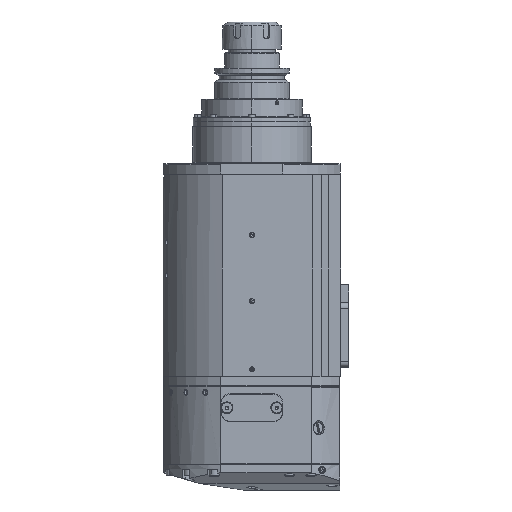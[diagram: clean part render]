
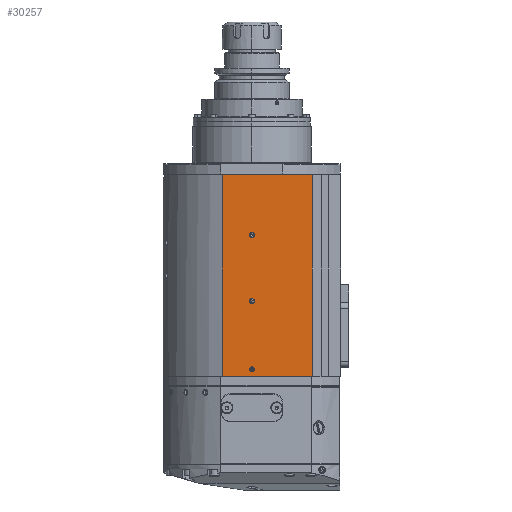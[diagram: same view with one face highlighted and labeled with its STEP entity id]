
A CAD part, left-side view. The second image highlights one B-rep face of the part: STEP entity #30257.
In plain terms, the highlighted planar face has unit normal (-1, 0, 0).
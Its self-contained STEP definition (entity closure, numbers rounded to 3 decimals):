
#172 = CIRCLE ( 'NONE', #38438, 2.1 ) ;
#1195 = DIRECTION ( 'NONE',  ( -1., 0., 0. ) ) ;
#1771 = ORIENTED_EDGE ( 'NONE', *, *, #57493, .F. ) ;
#1801 = CARTESIAN_POINT ( 'NONE',  ( -75., 0., 6. ) ) ;
#1865 = VECTOR ( 'NONE', #51143, 1000. ) ;
#3529 = LINE ( 'NONE', #32303, #51578 ) ;
#4958 = CARTESIAN_POINT ( 'NONE',  ( -75., 24.819, 170.5 ) ) ;
#5078 = EDGE_CURVE ( 'NONE', #9117, #21021, #37748, .T. ) ;
#5269 = FACE_OUTER_BOUND ( 'NONE', #8746, .T. ) ;
#6505 = EDGE_CURVE ( 'NONE', #25126, #32967, #60173, .T. ) ;
#7618 = CARTESIAN_POINT ( 'NONE',  ( -75., 0., 119.5 ) ) ;
#8018 = DIRECTION ( 'NONE',  ( -1., 0., 0. ) ) ;
#8113 = DIRECTION ( 'NONE',  ( -1., 0., 0. ) ) ;
#8209 = AXIS2_PLACEMENT_3D ( 'NONE', #7618, #8018, #30973 ) ;
#8746 = EDGE_LOOP ( 'NONE', ( #13624, #36320, #52265, #34032 ) ) ;
#9117 = VERTEX_POINT ( 'NONE', #37820 ) ;
#10782 = CARTESIAN_POINT ( 'NONE',  ( -75., -51., 170.5 ) ) ;
#10806 = CARTESIAN_POINT ( 'NONE',  ( -75., 0., 63.5 ) ) ;
#13039 = CIRCLE ( 'NONE', #34655, 2.1 ) ;
#13624 = ORIENTED_EDGE ( 'NONE', *, *, #6505, .F. ) ;
#14006 = FACE_BOUND ( 'NONE', #27735, .T. ) ;
#14418 = DIRECTION ( 'NONE',  ( 0., -1., 0. ) ) ;
#14581 = ORIENTED_EDGE ( 'NONE', *, *, #55148, .F. ) ;
#14913 = ORIENTED_EDGE ( 'NONE', *, *, #5078, .F. ) ;
#14956 = CARTESIAN_POINT ( 'NONE',  ( -75., 0., 121.6 ) ) ;
#15048 = DIRECTION ( 'NONE',  ( 0., 0., 1. ) ) ;
#17023 = DIRECTION ( 'NONE',  ( 0., -1., 0. ) ) ;
#17618 = CIRCLE ( 'NONE', #8209, 2.1 ) ;
#17631 = FACE_BOUND ( 'NONE', #34740, .T. ) ;
#18477 = CIRCLE ( 'NONE', #28959, 2.1 ) ;
#19958 = VERTEX_POINT ( 'NONE', #45140 ) ;
#20510 = DIRECTION ( 'NONE',  ( 0., 0., -1. ) ) ;
#21021 = VERTEX_POINT ( 'NONE', #26548 ) ;
#21805 = EDGE_CURVE ( 'NONE', #19958, #25126, #30982, .T. ) ;
#21895 = EDGE_CURVE ( 'NONE', #32967, #56989, #28758, .T. ) ;
#21929 = CARTESIAN_POINT ( 'NONE',  ( -75., 0., 6. ) ) ;
#21990 = FACE_BOUND ( 'NONE', #54755, .T. ) ;
#23953 = AXIS2_PLACEMENT_3D ( 'NONE', #44150, #39879, #20510 ) ;
#24215 = CIRCLE ( 'NONE', #45406, 1.65 ) ;
#24954 = VERTEX_POINT ( 'NONE', #51863 ) ;
#25126 = VERTEX_POINT ( 'NONE', #45767 ) ;
#26548 = CARTESIAN_POINT ( 'NONE',  ( -75., 0., 4.35 ) ) ;
#26945 = CARTESIAN_POINT ( 'NONE',  ( -75., 0., 119.5 ) ) ;
#27735 = EDGE_LOOP ( 'NONE', ( #14581, #60198 ) ) ;
#28018 = EDGE_CURVE ( 'NONE', #35445, #29017, #18477, .T. ) ;
#28758 = LINE ( 'NONE', #43188, #55764 ) ;
#28959 = AXIS2_PLACEMENT_3D ( 'NONE', #30385, #44884, #48944 ) ;
#29017 = VERTEX_POINT ( 'NONE', #53604 ) ;
#30216 = DIRECTION ( 'NONE',  ( 0., 0., 1. ) ) ;
#30257 = ADVANCED_FACE ( 'NONE', ( #17631, #5269, #14006, #21990 ), #40087, .F. ) ;
#30385 = CARTESIAN_POINT ( 'NONE',  ( -75., 0., 63.5 ) ) ;
#30973 = DIRECTION ( 'NONE',  ( 0., 0., 1. ) ) ;
#30982 = LINE ( 'NONE', #4958, #1865 ) ;
#31426 = DIRECTION ( 'NONE',  ( 0., 0., 1. ) ) ;
#31778 = VECTOR ( 'NONE', #17023, 1000. ) ;
#32303 = CARTESIAN_POINT ( 'NONE',  ( -75., 0., 0. ) ) ;
#32967 = VERTEX_POINT ( 'NONE', #10782 ) ;
#33631 = EDGE_CURVE ( 'NONE', #19958, #56989, #3529, .T. ) ;
#34032 = ORIENTED_EDGE ( 'NONE', *, *, #21895, .F. ) ;
#34655 = AXIS2_PLACEMENT_3D ( 'NONE', #10806, #56530, #30216 ) ;
#34740 = EDGE_LOOP ( 'NONE', ( #14913, #40704 ) ) ;
#35193 = VERTEX_POINT ( 'NONE', #14956 ) ;
#35445 = VERTEX_POINT ( 'NONE', #40394 ) ;
#36320 = ORIENTED_EDGE ( 'NONE', *, *, #21805, .F. ) ;
#36959 = EDGE_CURVE ( 'NONE', #21021, #9117, #24215, .T. ) ;
#37668 = EDGE_CURVE ( 'NONE', #24954, #35193, #172, .T. ) ;
#37748 = CIRCLE ( 'NONE', #59080, 1.65 ) ;
#37820 = CARTESIAN_POINT ( 'NONE',  ( -75., 0., 7.65 ) ) ;
#38438 = AXIS2_PLACEMENT_3D ( 'NONE', #26945, #41021, #31426 ) ;
#39879 = DIRECTION ( 'NONE',  ( 1., 0., 0. ) ) ;
#40087 = PLANE ( 'NONE',  #23953 ) ;
#40394 = CARTESIAN_POINT ( 'NONE',  ( -75., 0., 61.4 ) ) ;
#40704 = ORIENTED_EDGE ( 'NONE', *, *, #36959, .F. ) ;
#41021 = DIRECTION ( 'NONE',  ( -1., 0., 0. ) ) ;
#43188 = CARTESIAN_POINT ( 'NONE',  ( -75., -51., 0. ) ) ;
#43388 = DIRECTION ( 'NONE',  ( 0., 0., -1. ) ) ;
#44150 = CARTESIAN_POINT ( 'NONE',  ( -75., -75., 170.5 ) ) ;
#44884 = DIRECTION ( 'NONE',  ( -1., 0., 0. ) ) ;
#45140 = CARTESIAN_POINT ( 'NONE',  ( -75., 24.819, 0. ) ) ;
#45406 = AXIS2_PLACEMENT_3D ( 'NONE', #1801, #1195, #15048 ) ;
#45767 = CARTESIAN_POINT ( 'NONE',  ( -75., 24.819, 170.5 ) ) ;
#48944 = DIRECTION ( 'NONE',  ( 0., 0., 1. ) ) ;
#51143 = DIRECTION ( 'NONE',  ( 0., 0., 1. ) ) ;
#51578 = VECTOR ( 'NONE', #14418, 1000. ) ;
#51863 = CARTESIAN_POINT ( 'NONE',  ( -75., 0., 117.4 ) ) ;
#52265 = ORIENTED_EDGE ( 'NONE', *, *, #33631, .T. ) ;
#53604 = CARTESIAN_POINT ( 'NONE',  ( -75., 0., 65.6 ) ) ;
#54090 = DIRECTION ( 'NONE',  ( 0., 0., 1. ) ) ;
#54755 = EDGE_LOOP ( 'NONE', ( #1771, #55883 ) ) ;
#55148 = EDGE_CURVE ( 'NONE', #35193, #24954, #17618, .T. ) ;
#55764 = VECTOR ( 'NONE', #43388, 1000. ) ;
#55883 = ORIENTED_EDGE ( 'NONE', *, *, #28018, .F. ) ;
#56530 = DIRECTION ( 'NONE',  ( -1., 0., 0. ) ) ;
#56989 = VERTEX_POINT ( 'NONE', #57599 ) ;
#57493 = EDGE_CURVE ( 'NONE', #29017, #35445, #13039, .T. ) ;
#57599 = CARTESIAN_POINT ( 'NONE',  ( -75., -51., 0. ) ) ;
#59001 = CARTESIAN_POINT ( 'NONE',  ( -75., 0., 170.5 ) ) ;
#59080 = AXIS2_PLACEMENT_3D ( 'NONE', #21929, #8113, #54090 ) ;
#60173 = LINE ( 'NONE', #59001, #31778 ) ;
#60198 = ORIENTED_EDGE ( 'NONE', *, *, #37668, .F. ) ;
